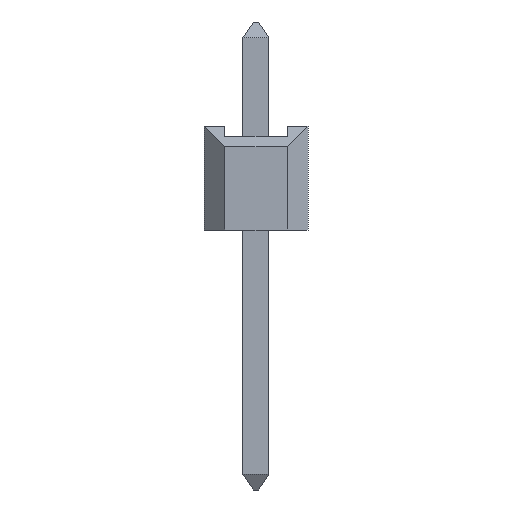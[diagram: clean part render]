
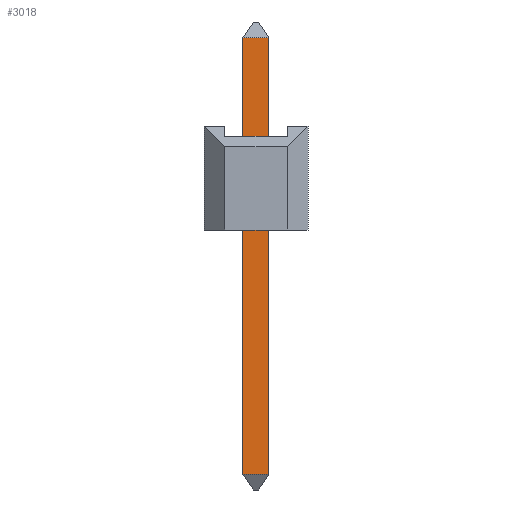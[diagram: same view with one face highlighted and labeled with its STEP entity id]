
A CAD part, front view. The second image highlights one B-rep face of the part: STEP entity #3018.
In plain terms, the highlighted planar face has unit normal (0, -1, 0).
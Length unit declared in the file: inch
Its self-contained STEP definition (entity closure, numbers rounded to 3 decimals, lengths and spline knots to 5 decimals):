
#3018=ADVANCED_FACE('',(#3756),#3392,.T.);
#3392=PLANE('',#9333);
#3756=FACE_OUTER_BOUND('',#4128,.T.);
#4128=EDGE_LOOP('',(#5091,#5092,#5093,#5094));
#5091=ORIENTED_EDGE('',*,*,#6963,.T.);
#5092=ORIENTED_EDGE('',*,*,#6971,.T.);
#5093=ORIENTED_EDGE('',*,*,#6968,.F.);
#5094=ORIENTED_EDGE('',*,*,#6972,.T.);
#6297=VERTEX_POINT('',#11903);
#6298=VERTEX_POINT('',#11905);
#6301=VERTEX_POINT('',#11915);
#6302=VERTEX_POINT('',#11916);
#6963=EDGE_CURVE('',#6298,#6297,#7821,.T.);
#6968=EDGE_CURVE('',#6301,#6302,#7826,.T.);
#6971=EDGE_CURVE('',#6297,#6302,#7829,.T.);
#6972=EDGE_CURVE('',#6301,#6298,#7830,.T.);
#7821=LINE('',#11904,#8679);
#7826=LINE('',#11914,#8684);
#7829=LINE('',#11920,#8687);
#7830=LINE('',#11921,#8688);
#8679=VECTOR('',#10226,1.);
#8684=VECTOR('',#10235,1.);
#8687=VECTOR('',#10240,1.);
#8688=VECTOR('',#10241,1.);
#9333=AXIS2_PLACEMENT_3D('',#11922,#10242,#10243);
#10226=DIRECTION('',(0.,0.,-1.));
#10235=DIRECTION('',(0.,0.,-1.));
#10240=DIRECTION('',(1.,0.,0.));
#10241=DIRECTION('',(-1.,0.,0.));
#10242=DIRECTION('',(0.,-1.,0.));
#10243=DIRECTION('',(0.,0.,-1.));
#11903=CARTESIAN_POINT('',(-0.0125,-0.0125,-0.235));
#11904=CARTESIAN_POINT('',(-0.0125,-0.0125,0.2));
#11905=CARTESIAN_POINT('',(-0.0125,-0.0125,0.185));
#11914=CARTESIAN_POINT('',(0.0125,-0.0125,0.2));
#11915=CARTESIAN_POINT('',(0.0125,-0.0125,0.185));
#11916=CARTESIAN_POINT('',(0.0125,-0.0125,-0.235));
#11920=CARTESIAN_POINT('',(0.0125,-0.0125,-0.235));
#11921=CARTESIAN_POINT('',(-0.0125,-0.0125,0.185));
#11922=CARTESIAN_POINT('',(0.0125,-0.0125,0.2));
